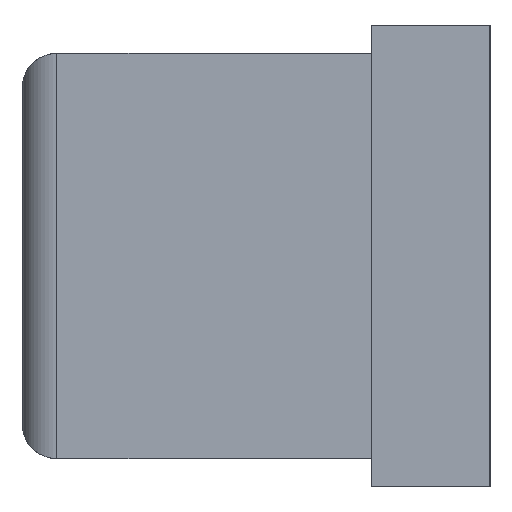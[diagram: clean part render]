
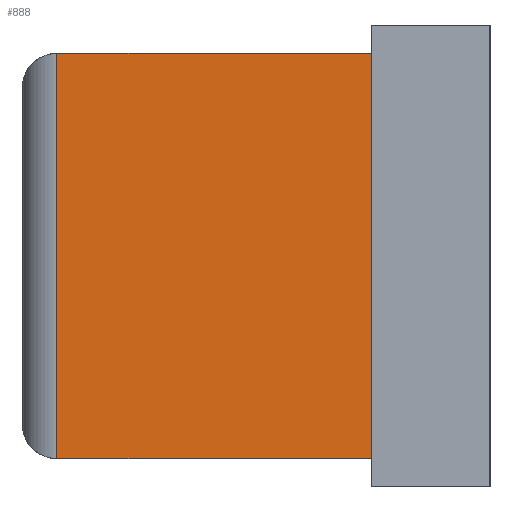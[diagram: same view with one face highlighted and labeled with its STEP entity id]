
A CAD part, left-side view. The second image highlights one B-rep face of the part: STEP entity #888.
In plain terms, the highlighted planar face has unit normal (-1, 0, 0).
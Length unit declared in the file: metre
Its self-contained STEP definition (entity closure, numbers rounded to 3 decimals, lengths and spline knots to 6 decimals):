
#192=ORIENTED_EDGE('',*,*,#377,.F.);
#193=ORIENTED_EDGE('',*,*,#416,.T.);
#194=ORIENTED_EDGE('',*,*,#379,.T.);
#195=ORIENTED_EDGE('',*,*,#343,.F.);
#343=EDGE_CURVE('',#467,#468,#551,.T.);
#377=EDGE_CURVE('',#499,#467,#579,.T.);
#379=EDGE_CURVE('',#501,#468,#581,.T.);
#416=EDGE_CURVE('',#499,#501,#600,.T.);
#467=VERTEX_POINT('',#1318);
#468=VERTEX_POINT('',#1320);
#499=VERTEX_POINT('',#1388);
#501=VERTEX_POINT('',#1394);
#551=LINE('',#1319,#651);
#579=LINE('',#1389,#679);
#581=LINE('',#1393,#681);
#600=LINE('',#1461,#700);
#651=VECTOR('',#1045,1.);
#679=VECTOR('',#1093,1.);
#681=VECTOR('',#1097,1.);
#700=VECTOR('',#1176,1.);
#750=EDGE_LOOP('',(#192,#193,#194,#195));
#802=FACE_BOUND('',#750,.T.);
#847=PLANE('',#976);
#888=ADVANCED_FACE('',(#802),#847,.T.);
#976=AXIS2_PLACEMENT_3D('',#1460,#1174,#1175);
#1045=DIRECTION('',(0.,0.,-1.));
#1093=DIRECTION('',(0.,-1.,0.));
#1097=DIRECTION('',(0.,-1.,0.));
#1174=DIRECTION('',(-1.,0.,0.));
#1175=DIRECTION('',(0.,0.,1.));
#1176=DIRECTION('',(0.,0.,-1.));
#1318=CARTESIAN_POINT('',(-0.12653,0.065231,-0.0006));
#1319=CARTESIAN_POINT('',(-0.12653,0.065231,-0.0035));
#1320=CARTESIAN_POINT('',(-0.12653,0.065231,-0.0064));
#1388=CARTESIAN_POINT('',(-0.12653,0.069731,-0.0006));
#1389=CARTESIAN_POINT('',(-0.12653,0.070231,-0.0006));
#1393=CARTESIAN_POINT('',(-0.12653,0.070231,-0.0064));
#1394=CARTESIAN_POINT('',(-0.12653,0.069731,-0.0064));
#1460=CARTESIAN_POINT('',(-0.12653,0.070231,-0.0035));
#1461=CARTESIAN_POINT('',(-0.12653,0.069731,-0.0035));
